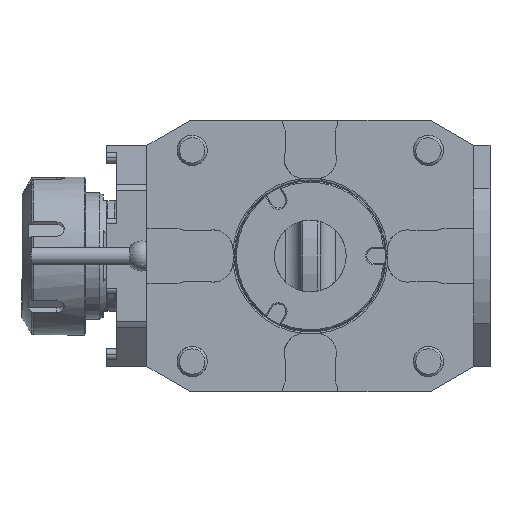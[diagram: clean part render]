
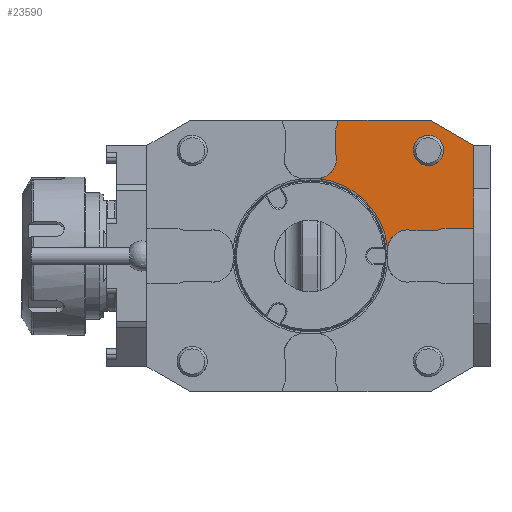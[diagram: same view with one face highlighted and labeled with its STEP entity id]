
A CAD part, front view. The second image highlights one B-rep face of the part: STEP entity #23590.
In plain terms, the highlighted planar face has unit normal (0, -1, 0).
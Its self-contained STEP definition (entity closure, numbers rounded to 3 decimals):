
#494 = CARTESIAN_POINT ( 'NONE',  ( 3., 43., 54. ) ) ;
#1049 = VERTEX_POINT ( 'NONE', #7269 ) ;
#1113 = ORIENTED_EDGE ( 'NONE', *, *, #20084, .T. ) ;
#1554 = CARTESIAN_POINT ( 'NONE',  ( 41.248, 43., 10. ) ) ;
#1622 = VERTEX_POINT ( 'NONE', #14206 ) ;
#1860 = CARTESIAN_POINT ( 'NONE',  ( 65., 43., 44. ) ) ;
#2226 = CARTESIAN_POINT ( 'NONE',  ( -65., 43., 54. ) ) ;
#2247 = EDGE_CURVE ( 'NONE', #1049, #14155, #30873, .T. ) ;
#2248 = FACE_OUTER_BOUND ( 'NONE', #15000, .T. ) ;
#2408 = ORIENTED_EDGE ( 'NONE', *, *, #31765, .T. ) ;
#2600 = CARTESIAN_POINT ( 'NONE',  ( 41.248, 43., 10. ) ) ;
#3166 = CARTESIAN_POINT ( 'NONE',  ( 30.787, 43., 3.166 ) ) ;
#3270 = EDGE_CURVE ( 'NONE', #31993, #1622, #20569, .T. ) ;
#3359 = VECTOR ( 'NONE', #4924, 1000. ) ;
#3412 = DIRECTION ( 'NONE',  ( 0., 1., 0. ) ) ;
#4378 = VERTEX_POINT ( 'NONE', #13682 ) ;
#4392 = CARTESIAN_POINT ( 'NONE',  ( 47., 43., 42. ) ) ;
#4924 = DIRECTION ( 'NONE',  ( 1., 0., 0. ) ) ;
#5356 = CARTESIAN_POINT ( 'NONE',  ( 132.4, 43., 0. ) ) ;
#5709 = EDGE_CURVE ( 'NONE', #31993, #11911, #5794, .T. ) ;
#5713 = EDGE_CURVE ( 'NONE', #13136, #22496, #34032, .T. ) ;
#5714 = DIRECTION ( 'NONE',  ( 1., 0., 0. ) ) ;
#5794 = LINE ( 'NONE', #8881, #13470 ) ;
#5982 = CARTESIAN_POINT ( 'NONE',  ( 134.603, 43., 3.815 ) ) ;
#6392 = CARTESIAN_POINT ( 'NONE',  ( 0., 43., 0. ) ) ;
#6849 = DIRECTION ( 'NONE',  ( 0., -1., 0. ) ) ;
#6855 = VECTOR ( 'NONE', #14884, 1000. ) ;
#6952 = ORIENTED_EDGE ( 'NONE', *, *, #2247, .F. ) ;
#6954 = CIRCLE ( 'NONE', #16207, 8. ) ;
#7269 = CARTESIAN_POINT ( 'NONE',  ( 54., 43., 11. ) ) ;
#7289 = DIRECTION ( 'NONE',  ( 0., 0., 1. ) ) ;
#8808 = LINE ( 'NONE', #2600, #30967 ) ;
#8881 = CARTESIAN_POINT ( 'NONE',  ( 10., 43., 41.248 ) ) ;
#9383 = ORIENTED_EDGE ( 'NONE', *, *, #5709, .F. ) ;
#9425 = DIRECTION ( 'NONE',  ( 0., 0., 1. ) ) ;
#9430 = VERTEX_POINT ( 'NONE', #1554 ) ;
#9888 = AXIS2_PLACEMENT_3D ( 'NONE', #5356, #24151, #40781 ) ;
#11436 = ORIENTED_EDGE ( 'NONE', *, *, #23696, .T. ) ;
#11489 = ORIENTED_EDGE ( 'NONE', *, *, #3270, .T. ) ;
#11911 = VERTEX_POINT ( 'NONE', #25140 ) ;
#11965 = FACE_BOUND ( 'NONE', #19281, .T. ) ;
#12350 = DIRECTION ( 'NONE',  ( 0., 0., 1. ) ) ;
#12414 = ORIENTED_EDGE ( 'NONE', *, *, #28379, .T. ) ;
#13136 = VERTEX_POINT ( 'NONE', #1860 ) ;
#13470 = VECTOR ( 'NONE', #21471, 1000. ) ;
#13682 = CARTESIAN_POINT ( 'NONE',  ( 47., 43., 48. ) ) ;
#14155 = VERTEX_POINT ( 'NONE', #21081 ) ;
#14206 = CARTESIAN_POINT ( 'NONE',  ( 3.166, 43., 30.787 ) ) ;
#14884 = DIRECTION ( 'NONE',  ( 0., 0., -1. ) ) ;
#15000 = EDGE_LOOP ( 'NONE', ( #25144, #30017, #22304, #28070, #9383, #11489, #1113, #19789, #2408, #6952, #11436 ) ) ;
#15083 = AXIS2_PLACEMENT_3D ( 'NONE', #26241, #38352, #16969 ) ;
#15914 = EDGE_CURVE ( 'NONE', #36671, #20104, #39963, .T. ) ;
#16207 = AXIS2_PLACEMENT_3D ( 'NONE', #494, #3412, #9425 ) ;
#16508 = CARTESIAN_POINT ( 'NONE',  ( 54., 43., 11. ) ) ;
#16526 = VECTOR ( 'NONE', #18182, 1000. ) ;
#16969 = DIRECTION ( 'NONE',  ( 0., 0., -1. ) ) ;
#17534 = CARTESIAN_POINT ( 'NONE',  ( 47.679, 43., 54. ) ) ;
#17950 = CARTESIAN_POINT ( 'NONE',  ( 2.4, 43., 38.75 ) ) ;
#18182 = DIRECTION ( 'NONE',  ( -0.866, 0., 0.5 ) ) ;
#18746 = DIRECTION ( 'NONE',  ( 0., 1., 0. ) ) ;
#18859 = DIRECTION ( 'NONE',  ( 0., 0., -1. ) ) ;
#19002 = DIRECTION ( 'NONE',  ( 0., 0., 1. ) ) ;
#19192 = LINE ( 'NONE', #16508, #28294 ) ;
#19281 = EDGE_LOOP ( 'NONE', ( #12414 ) ) ;
#19789 = ORIENTED_EDGE ( 'NONE', *, *, #37422, .F. ) ;
#20084 = EDGE_CURVE ( 'NONE', #1622, #38185, #28189, .T. ) ;
#20104 = VERTEX_POINT ( 'NONE', #17534 ) ;
#20569 = CIRCLE ( 'NONE', #38289, 8. ) ;
#21081 = CARTESIAN_POINT ( 'NONE',  ( 50.127, 43., 10. ) ) ;
#21471 = DIRECTION ( 'NONE',  ( 0., 0., 1. ) ) ;
#22304 = ORIENTED_EDGE ( 'NONE', *, *, #15914, .F. ) ;
#22326 = CARTESIAN_POINT ( 'NONE',  ( 65., 43., 11. ) ) ;
#22496 = VERTEX_POINT ( 'NONE', #22326 ) ;
#23590 = ADVANCED_FACE ( 'Defeature completata1_17', ( #11965, #2248 ), #40382, .F. ) ;
#23696 = EDGE_CURVE ( 'NONE', #1049, #22496, #19192, .T. ) ;
#24151 = DIRECTION ( 'NONE',  ( 0., 1., 0. ) ) ;
#25140 = CARTESIAN_POINT ( 'NONE',  ( 10., 43., 50.127 ) ) ;
#25144 = ORIENTED_EDGE ( 'NONE', *, *, #5713, .F. ) ;
#25573 = DIRECTION ( 'NONE',  ( 1., 0., 0. ) ) ;
#26241 = CARTESIAN_POINT ( 'NONE',  ( 38.75, 43., 2.4 ) ) ;
#28070 = ORIENTED_EDGE ( 'NONE', *, *, #40646, .T. ) ;
#28189 = CIRCLE ( 'NONE', #33450, 30.949 ) ;
#28294 = VECTOR ( 'NONE', #25573, 1000. ) ;
#28379 = EDGE_CURVE ( 'NONE', #4378, #4378, #29198, .T. ) ;
#28451 = DIRECTION ( 'NONE',  ( 0., 1., 0. ) ) ;
#28889 = CIRCLE ( 'NONE', #15083, 8. ) ;
#28943 = DIRECTION ( 'NONE',  ( 0., 1., 0. ) ) ;
#29198 = CIRCLE ( 'NONE', #40374, 6. ) ;
#30017 = ORIENTED_EDGE ( 'NONE', *, *, #34394, .T. ) ;
#30873 = CIRCLE ( 'NONE', #35470, 8. ) ;
#30967 = VECTOR ( 'NONE', #5714, 1000. ) ;
#31765 = EDGE_CURVE ( 'NONE', #9430, #14155, #8808, .T. ) ;
#31993 = VERTEX_POINT ( 'NONE', #36573 ) ;
#33450 = AXIS2_PLACEMENT_3D ( 'NONE', #6392, #28451, #19002 ) ;
#34032 = LINE ( 'NONE', #40595, #6855 ) ;
#34218 = LINE ( 'NONE', #5982, #16526 ) ;
#34394 = EDGE_CURVE ( 'NONE', #13136, #20104, #34218, .T. ) ;
#34820 = CARTESIAN_POINT ( 'NONE',  ( 11., 43., 54. ) ) ;
#35470 = AXIS2_PLACEMENT_3D ( 'NONE', #37774, #6849, #18859 ) ;
#36573 = CARTESIAN_POINT ( 'NONE',  ( 10., 43., 41.248 ) ) ;
#36671 = VERTEX_POINT ( 'NONE', #34820 ) ;
#37422 = EDGE_CURVE ( 'NONE', #9430, #38185, #28889, .T. ) ;
#37774 = CARTESIAN_POINT ( 'NONE',  ( 54., 43., 3. ) ) ;
#38185 = VERTEX_POINT ( 'NONE', #3166 ) ;
#38289 = AXIS2_PLACEMENT_3D ( 'NONE', #17950, #18746, #12350 ) ;
#38352 = DIRECTION ( 'NONE',  ( 0., -1., 0. ) ) ;
#39963 = LINE ( 'NONE', #2226, #3359 ) ;
#40374 = AXIS2_PLACEMENT_3D ( 'NONE', #4392, #28943, #7289 ) ;
#40382 = PLANE ( 'NONE',  #9888 ) ;
#40595 = CARTESIAN_POINT ( 'NONE',  ( 65., 43., 54. ) ) ;
#40646 = EDGE_CURVE ( 'NONE', #36671, #11911, #6954, .T. ) ;
#40781 = DIRECTION ( 'NONE',  ( 0., 0., 1. ) ) ;
